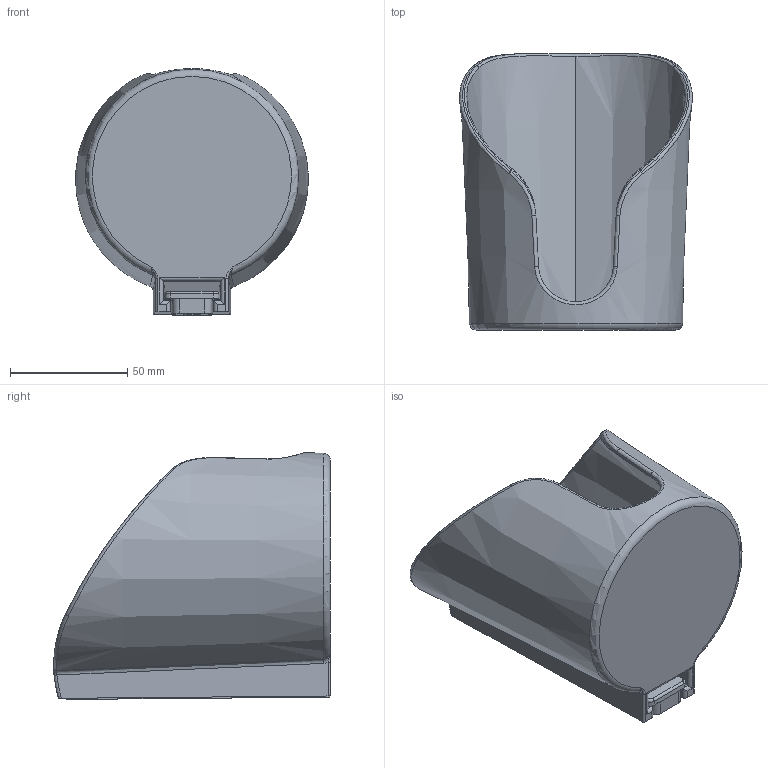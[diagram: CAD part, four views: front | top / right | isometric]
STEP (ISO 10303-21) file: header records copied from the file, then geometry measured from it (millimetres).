
FILE_DESCRIPTION (( 'STEP AP203' ), '1' );
FILE_NAME ('172552.step', '2025-08-14T17:56:39', ( '' ), ( '' ), 'SwSTEP 2.0', 'SolidWorks 2024', '' );
FILE_SCHEMA (( 'CONFIG_CONTROL_DESIGN' ));
Length unit declared in the file: millimetre
Products named in the file (1): 172552
Bounding box: 99.22 x 117.99 x 105.3 mm (x, y, z)
Volume: 123416 mm3; surface area: 79509 mm2
Topology: 2 solids, 2 shells, 282 faces, 711 edges, 432 vertices
Faces by surface type: cone 69, torus 63, plane 58, cylinder 47, bspline 45
Entity records: 12826 total; most frequent: CARTESIAN_POINT 6306, ORIENTED_EDGE 1418, DIRECTION 1339, EDGE_CURVE 709, AXIS2_PLACEMENT_3D 552, VERTEX_POINT 432, CIRCLE 314, EDGE_LOOP 291
